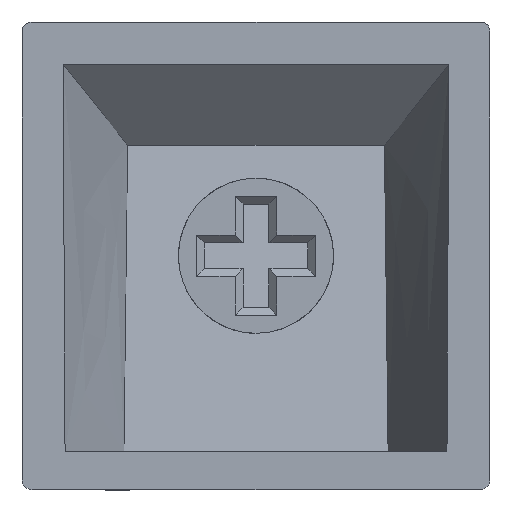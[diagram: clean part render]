
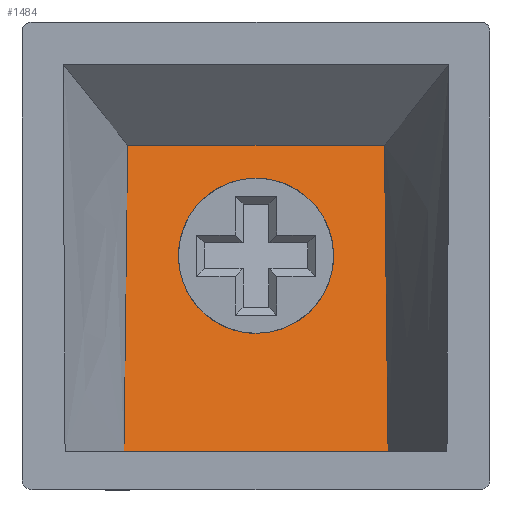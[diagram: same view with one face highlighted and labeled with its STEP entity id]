
A CAD part, front view. The second image highlights one B-rep face of the part: STEP entity #1484.
In plain terms, the highlighted planar face has unit normal (0, -0.981, 0.193).
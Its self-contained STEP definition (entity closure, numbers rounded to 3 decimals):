
#82 = VERTEX_POINT ( 'NONE', #2228 ) ;
#248 = ORIENTED_EDGE ( 'NONE', *, *, #423, .F. ) ;
#345 = CARTESIAN_POINT ( 'NONE',  ( 9.05, 6.845, -6.04 ) ) ;
#370 = EDGE_CURVE ( 'NONE', #1133, #2247, #1072, .T. ) ;
#399 = LINE ( 'NONE', #2428, #1513 ) ;
#423 = EDGE_CURVE ( 'NONE', #754, #2568, #1082, .T. ) ;
#467 = CARTESIAN_POINT ( 'NONE',  ( 9.05, 6.845, -6.04 ) ) ;
#593 = CARTESIAN_POINT ( 'NONE',  ( 9.05, 5.664, -12.04 ) ) ;
#747 = LINE ( 'NONE', #2365, #1418 ) ;
#754 = VERTEX_POINT ( 'NONE', #593 ) ;
#844 = CARTESIAN_POINT ( 'NONE',  ( 4.003, 5.543, -12.654 ) ) ;
#857 = CARTESIAN_POINT ( 'NONE',  ( 14.097, 5.543, -12.654 ) ) ;
#898 = DIRECTION ( 'NONE',  ( 0., 0.981, -0.193 ) ) ;
#905 = EDGE_LOOP ( 'NONE', ( #248, #2630 ) ) ;
#923 = CARTESIAN_POINT ( 'NONE',  ( 9.05, 5.664, -12.04 ) ) ;
#1072 = B_SPLINE_CURVE_WITH_KNOTS ( 'NONE', 3,
 ( #1883, #844, #1685, #2362 ),
 .UNSPECIFIED., .F., .F.,
 ( 4, 4 ),
 ( 0., 0.012 ),
 .UNSPECIFIED. ) ;
#1076 = CARTESIAN_POINT ( 'NONE',  ( 14.158, 4.766, -16.6 ) ) ;
#1082 =( BOUNDED_CURVE ( )  B_SPLINE_CURVE ( 3, ( #923, #1136, #1516, #467 ),
 .UNSPECIFIED., .F., .F. ) 
 B_SPLINE_CURVE_WITH_KNOTS ( ( 4, 4 ),
 ( 0., 3.142 ),
 .UNSPECIFIED. ) 
 CURVE ( )  GEOMETRIC_REPRESENTATION_ITEM ( )  RATIONAL_B_SPLINE_CURVE ( ( 1., 0.333, 0.333, 1. ) ) 
 REPRESENTATION_ITEM ( '' )  );
#1113 = AXIS2_PLACEMENT_3D ( 'NONE', #2570, #898, #1524 ) ;
#1133 = VERTEX_POINT ( 'NONE', #1731 ) ;
#1136 = CARTESIAN_POINT ( 'NONE',  ( 15.05, 5.664, -12.04 ) ) ;
#1159 = DIRECTION ( 'NONE',  ( 1., 0., 0. ) ) ;
#1223 = FACE_BOUND ( 'NONE', #905, .T. ) ;
#1287 = CARTESIAN_POINT ( 'NONE',  ( 4.083, 7.096, -4.762 ) ) ;
#1329 = EDGE_LOOP ( 'NONE', ( #2079, #1651, #1855, #1878 ) ) ;
#1335 = PLANE ( 'NONE',  #1113 ) ;
#1338 = EDGE_CURVE ( 'NONE', #1133, #82, #747, .T. ) ;
#1379 = CARTESIAN_POINT ( 'NONE',  ( 3.05, 5.664, -12.04 ) ) ;
#1418 = VECTOR ( 'NONE', #1159, 1000. ) ;
#1484 = ADVANCED_FACE ( 'NONE', ( #1223, #2111 ), #1335, .F. ) ;
#1513 = VECTOR ( 'NONE', #2624, 1000. ) ;
#1516 = CARTESIAN_POINT ( 'NONE',  ( 15.05, 6.845, -6.04 ) ) ;
#1524 = DIRECTION ( 'NONE',  ( 0., 0.193, 0.981 ) ) ;
#1599 = CARTESIAN_POINT ( 'NONE',  ( 14.017, 7.096, -4.762 ) ) ;
#1651 = ORIENTED_EDGE ( 'NONE', *, *, #2032, .F. ) ;
#1685 = CARTESIAN_POINT ( 'NONE',  ( 4.047, 6.32, -8.708 ) ) ;
#1696 = CARTESIAN_POINT ( 'NONE',  ( 14.017, 7.096, -4.762 ) ) ;
#1706 = CARTESIAN_POINT ( 'NONE',  ( 14.053, 6.32, -8.708 ) ) ;
#1731 = CARTESIAN_POINT ( 'NONE',  ( 3.942, 4.766, -16.6 ) ) ;
#1802 = CARTESIAN_POINT ( 'NONE',  ( 9.05, 6.845, -6.04 ) ) ;
#1809 = CARTESIAN_POINT ( 'NONE',  ( 3.05, 6.845, -6.04 ) ) ;
#1855 = ORIENTED_EDGE ( 'NONE', *, *, #370, .F. ) ;
#1856 = EDGE_CURVE ( 'NONE', #2470, #82, #2115, .T. ) ;
#1878 = ORIENTED_EDGE ( 'NONE', *, *, #1338, .T. ) ;
#1883 = CARTESIAN_POINT ( 'NONE',  ( 3.942, 4.766, -16.6 ) ) ;
#2032 = EDGE_CURVE ( 'NONE', #2247, #2470, #399, .T. ) ;
#2079 = ORIENTED_EDGE ( 'NONE', *, *, #1856, .F. ) ;
#2111 = FACE_OUTER_BOUND ( 'NONE', #1329, .T. ) ;
#2115 = B_SPLINE_CURVE_WITH_KNOTS ( 'NONE', 3,
 ( #1696, #1706, #857, #1076 ),
 .UNSPECIFIED., .F., .F.,
 ( 4, 4 ),
 ( 0., 0.012 ),
 .UNSPECIFIED. ) ;
#2228 = CARTESIAN_POINT ( 'NONE',  ( 14.158, 4.766, -16.6 ) ) ;
#2247 = VERTEX_POINT ( 'NONE', #1287 ) ;
#2362 = CARTESIAN_POINT ( 'NONE',  ( 4.083, 7.096, -4.762 ) ) ;
#2365 = CARTESIAN_POINT ( 'NONE',  ( 0., 4.766, -16.6 ) ) ;
#2428 = CARTESIAN_POINT ( 'NONE',  ( 0., 7.096, -4.762 ) ) ;
#2434 =( BOUNDED_CURVE ( )  B_SPLINE_CURVE ( 3, ( #345, #1809, #1379, #2646 ),
 .UNSPECIFIED., .F., .F. ) 
 B_SPLINE_CURVE_WITH_KNOTS ( ( 4, 4 ),
 ( 3.142, 6.283 ),
 .UNSPECIFIED. ) 
 CURVE ( )  GEOMETRIC_REPRESENTATION_ITEM ( )  RATIONAL_B_SPLINE_CURVE ( ( 1., 0.333, 0.333, 1. ) ) 
 REPRESENTATION_ITEM ( '' )  );
#2470 = VERTEX_POINT ( 'NONE', #1599 ) ;
#2481 = EDGE_CURVE ( 'NONE', #2568, #754, #2434, .T. ) ;
#2568 = VERTEX_POINT ( 'NONE', #1802 ) ;
#2570 = CARTESIAN_POINT ( 'NONE',  ( 0., 7.734, -1.522 ) ) ;
#2624 = DIRECTION ( 'NONE',  ( 1., 0., 0. ) ) ;
#2630 = ORIENTED_EDGE ( 'NONE', *, *, #2481, .F. ) ;
#2646 = CARTESIAN_POINT ( 'NONE',  ( 9.05, 5.664, -12.04 ) ) ;
